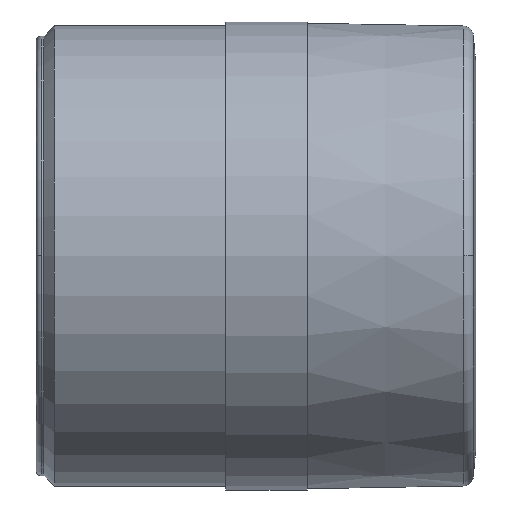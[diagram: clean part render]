
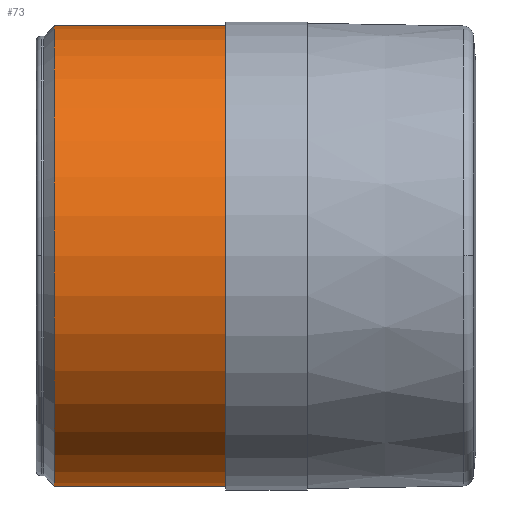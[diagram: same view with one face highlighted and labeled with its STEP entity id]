
A CAD part, top view. The second image highlights one B-rep face of the part: STEP entity #73.
In plain terms, the highlighted cylindrical face has radius 45 mm (diameter 90 mm), a partial arc.
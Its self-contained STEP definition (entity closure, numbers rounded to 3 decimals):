
#73=ADVANCED_FACE('',(#160),#161,.T.);
#160=FACE_OUTER_BOUND('',#262,.T.);
#161=CYLINDRICAL_SURFACE('',#263,45.0);
#262=EDGE_LOOP('',(#411,#412,#413,#414));
#263=AXIS2_PLACEMENT_3D('',#415,#416,#417);
#411=ORIENTED_EDGE('',*,*,#643,.F.);
#412=ORIENTED_EDGE('',*,*,#644,.T.);
#413=ORIENTED_EDGE('',*,*,#645,.F.);
#414=ORIENTED_EDGE('',*,*,#646,.F.);
#415=CARTESIAN_POINT('',(-21.604,0.0,0.0));
#416=DIRECTION('',(1.0,0.,0.0));
#417=DIRECTION('',(0.,-1.0,0.0));
#643=EDGE_CURVE('',#777,#778,#779,.T.);
#644=EDGE_CURVE('',#777,#780,#781,.T.);
#645=EDGE_CURVE('',#782,#780,#783,.T.);
#646=EDGE_CURVE('',#778,#782,#784,.T.);
#777=VERTEX_POINT('',#938);
#778=VERTEX_POINT('',#939);
#779=LINE('',#940,#941);
#780=VERTEX_POINT('',#942);
#781=CIRCLE('',#943,45.0);
#782=VERTEX_POINT('',#944);
#783=LINE('',#945,#946);
#784=CIRCLE('',#947,45.0);
#938=CARTESIAN_POINT('',(-4.854,-45.0,0.));
#939=CARTESIAN_POINT('',(-38.354,-45.0,0.));
#940=CARTESIAN_POINT('',(-21.604,-45.0,0.));
#941=VECTOR('',#1101,1.0);
#942=CARTESIAN_POINT('',(-4.854,45.0,0.));
#943=AXIS2_PLACEMENT_3D('',#1102,#1103,#1104);
#944=CARTESIAN_POINT('',(-38.354,45.0,0.));
#945=CARTESIAN_POINT('',(-21.604,45.0,0.));
#946=VECTOR('',#1105,1.0);
#947=AXIS2_PLACEMENT_3D('',#1106,#1107,#1108);
#1101=DIRECTION('',(-1.0,0.,-0.0));
#1102=CARTESIAN_POINT('',(-4.854,0.0,0.0));
#1103=DIRECTION('',(-1.0,0.0,0.0));
#1104=DIRECTION('',(0.0,-1.0,0.0));
#1105=DIRECTION('',(1.0,0.,0.0));
#1106=CARTESIAN_POINT('',(-38.354,0.0,0.0));
#1107=DIRECTION('',(-1.0,0.0,0.0));
#1108=DIRECTION('',(0.0,-1.0,0.0));
